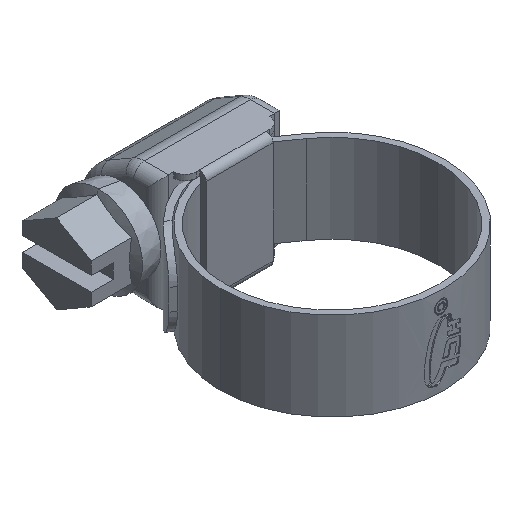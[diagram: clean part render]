
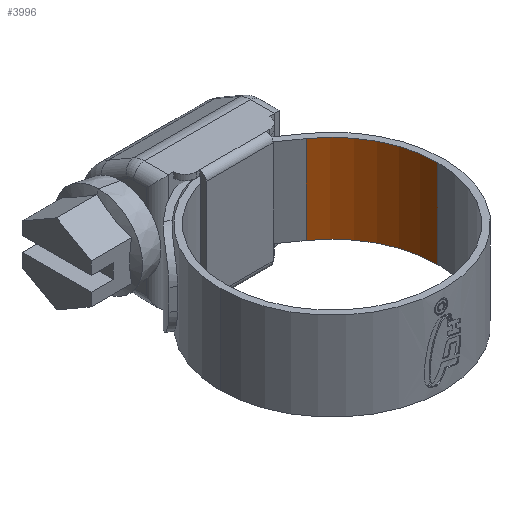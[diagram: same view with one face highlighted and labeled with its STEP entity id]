
A CAD part, isometric view. The second image highlights one B-rep face of the part: STEP entity #3996.
In plain terms, the highlighted cylindrical face has radius 9.5 mm (diameter 19 mm), a partial arc.
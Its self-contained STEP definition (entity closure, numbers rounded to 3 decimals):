
#25 = DIRECTION ( 'NONE',  ( 0., 0., -1. ) ) ;
#560 = DIRECTION ( 'NONE',  ( 0., 0., 1. ) ) ;
#2217 = EDGE_CURVE ( 'NONE', #5436, #2335, #3005, .T. ) ;
#2335 = VERTEX_POINT ( 'NONE', #6456 ) ;
#2634 = DIRECTION ( 'NONE',  ( 1., 0., 0. ) ) ;
#2673 = CYLINDRICAL_SURFACE ( 'NONE', #5825, 9.5 ) ;
#2730 = CARTESIAN_POINT ( 'NONE',  ( 9.5, 0., -3.96 ) ) ;
#2807 = EDGE_CURVE ( 'NONE', #3417, #4818, #5046, .T. ) ;
#2968 = VECTOR ( 'NONE', #25, 1000. ) ;
#3005 = LINE ( 'NONE', #6876, #4462 ) ;
#3025 = ORIENTED_EDGE ( 'NONE', *, *, #6226, .T. ) ;
#3079 = AXIS2_PLACEMENT_3D ( 'NONE', #4912, #4217, #2634 ) ;
#3252 = CARTESIAN_POINT ( 'NONE',  ( 0., 0., 3.96 ) ) ;
#3325 = CIRCLE ( 'NONE', #4360, 9.5 ) ;
#3417 = VERTEX_POINT ( 'NONE', #7078 ) ;
#3602 = CARTESIAN_POINT ( 'NONE',  ( 5.449, 7.782, 3.96 ) ) ;
#3996 = ADVANCED_FACE ( 'NONE', ( #4264 ), #2673, .F. ) ;
#4217 = DIRECTION ( 'NONE',  ( 0., 0., 1. ) ) ;
#4264 = FACE_OUTER_BOUND ( 'NONE', #4784, .T. ) ;
#4360 = AXIS2_PLACEMENT_3D ( 'NONE', #6568, #560, #5855 ) ;
#4462 = VECTOR ( 'NONE', #5871, 1000. ) ;
#4784 = EDGE_LOOP ( 'NONE', ( #7108, #3025, #4806, #6232 ) ) ;
#4806 = ORIENTED_EDGE ( 'NONE', *, *, #2217, .T. ) ;
#4818 = VERTEX_POINT ( 'NONE', #2730 ) ;
#4843 = DIRECTION ( 'NONE',  ( -1., 0., 0. ) ) ;
#4912 = CARTESIAN_POINT ( 'NONE',  ( 0., 0., 3.96 ) ) ;
#4973 = CARTESIAN_POINT ( 'NONE',  ( 9.5, 0., 3.96 ) ) ;
#5046 = LINE ( 'NONE', #4973, #2968 ) ;
#5436 = VERTEX_POINT ( 'NONE', #3602 ) ;
#5825 = AXIS2_PLACEMENT_3D ( 'NONE', #3252, #7057, #4843 ) ;
#5855 = DIRECTION ( 'NONE',  ( 1., 0., 0. ) ) ;
#5871 = DIRECTION ( 'NONE',  ( 0., 0., -1. ) ) ;
#6184 = CIRCLE ( 'NONE', #3079, 9.5 ) ;
#6226 = EDGE_CURVE ( 'NONE', #3417, #5436, #6184, .T. ) ;
#6232 = ORIENTED_EDGE ( 'NONE', *, *, #6465, .F. ) ;
#6456 = CARTESIAN_POINT ( 'NONE',  ( 5.449, 7.782, -3.96 ) ) ;
#6465 = EDGE_CURVE ( 'NONE', #4818, #2335, #3325, .T. ) ;
#6568 = CARTESIAN_POINT ( 'NONE',  ( 0., 0., -3.96 ) ) ;
#6876 = CARTESIAN_POINT ( 'NONE',  ( 5.449, 7.782, 3.96 ) ) ;
#7057 = DIRECTION ( 'NONE',  ( 0., 0., -1. ) ) ;
#7078 = CARTESIAN_POINT ( 'NONE',  ( 9.5, 0., 3.96 ) ) ;
#7108 = ORIENTED_EDGE ( 'NONE', *, *, #2807, .F. ) ;
